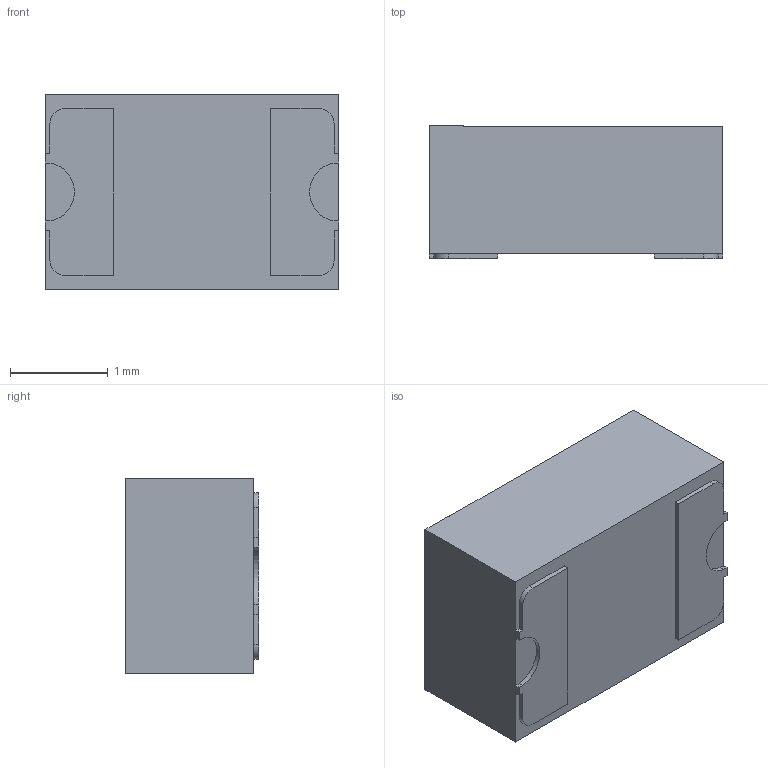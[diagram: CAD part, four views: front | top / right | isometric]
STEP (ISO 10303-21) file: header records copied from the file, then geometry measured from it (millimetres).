
FILE_DESCRIPTION (( 'STEP AP214' ), '1' );
FILE_NAME ('7016_Series.STEP', '2018-07-25T19:25:33', ( 'user' ), ( 'Microsoft' ), 'SwSTEP 2.0', 'SolidWorks 2018', '' );
FILE_SCHEMA (( 'AUTOMOTIVE_DESIGN' ));
Length unit declared in the file: millimetre
Products named in the file (1): 7016_Series
Bounding box: 3 x 1.36 x 2 mm (x, y, z)
Volume: 5.3 mm3; surface area: 35.6 mm2
Topology: 3 solids, 3 shells, 50 faces, 127 edges, 84 vertices
Faces by surface type: plane 44, cylinder 6
Entity records: 1715 total; most frequent: CARTESIAN_POINT 262, ORIENTED_EDGE 254, DIRECTION 241, EDGE_CURVE 127, LINE 115, VECTOR 115, VERTEX_POINT 84, AXIS2_PLACEMENT_3D 63
